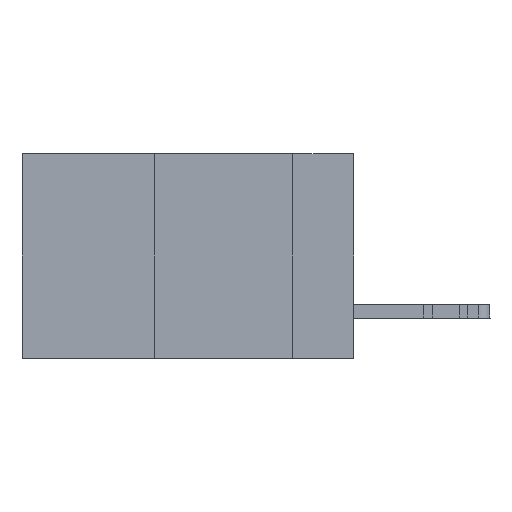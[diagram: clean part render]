
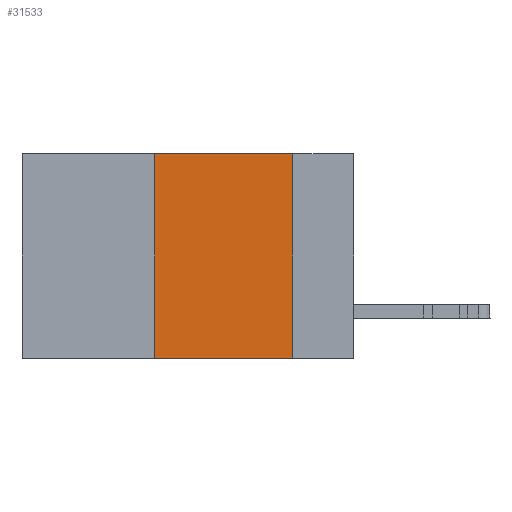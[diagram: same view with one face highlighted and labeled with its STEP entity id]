
A CAD part, left-side view. The second image highlights one B-rep face of the part: STEP entity #31533.
In plain terms, the highlighted planar face has unit normal (-1, 0, 0).
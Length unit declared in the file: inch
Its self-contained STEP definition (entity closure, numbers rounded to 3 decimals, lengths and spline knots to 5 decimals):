
#2503 = LINE ( 'NONE', #21924, #23785 ) ;
#2746 = EDGE_CURVE ( 'NONE', #14484, #5400, #2503, .T. ) ;
#3911 = VECTOR ( 'NONE', #12736, 39.37008 ) ;
#5400 = VERTEX_POINT ( 'NONE', #8858 ) ;
#8858 = CARTESIAN_POINT ( 'NONE',  ( 0., 0.36, 0. ) ) ;
#9522 = CARTESIAN_POINT ( 'NONE',  ( 0., 0.11, -0.37 ) ) ;
#11389 = CARTESIAN_POINT ( 'NONE',  ( 0., 0.11, 0. ) ) ;
#12058 = VECTOR ( 'NONE', #43417, 39.37008 ) ;
#12154 = DIRECTION ( 'NONE',  ( 0., 0., 1. ) ) ;
#12510 = ORIENTED_EDGE ( 'NONE', *, *, #2746, .F. ) ;
#12736 = DIRECTION ( 'NONE',  ( 0., 0., -1. ) ) ;
#12861 = LINE ( 'NONE', #34312, #3911 ) ;
#14359 = VECTOR ( 'NONE', #38343, 39.37008 ) ;
#14484 = VERTEX_POINT ( 'NONE', #16482 ) ;
#14878 = EDGE_CURVE ( 'NONE', #14484, #35600, #41341, .T. ) ;
#16482 = CARTESIAN_POINT ( 'NONE',  ( 0., 0.36, -0.37 ) ) ;
#18688 = CARTESIAN_POINT ( 'NONE',  ( 0., 0.6, 0. ) ) ;
#21924 = CARTESIAN_POINT ( 'NONE',  ( 0., 0.36, 0. ) ) ;
#22474 = ORIENTED_EDGE ( 'NONE', *, *, #25128, .F. ) ;
#23785 = VECTOR ( 'NONE', #12154, 39.37008 ) ;
#24564 = VERTEX_POINT ( 'NONE', #11389 ) ;
#25128 = EDGE_CURVE ( 'NONE', #5400, #24564, #46355, .T. ) ;
#26648 = EDGE_CURVE ( 'NONE', #24564, #35600, #12861, .T. ) ;
#27381 = PLANE ( 'NONE',  #42792 ) ;
#31084 = CARTESIAN_POINT ( 'NONE',  ( 0., 0.6, -0.37 ) ) ;
#31533 = ADVANCED_FACE ( 'NONE', ( #45672 ), #27381, .F. ) ;
#34312 = CARTESIAN_POINT ( 'NONE',  ( 0., 0.11, 0. ) ) ;
#35269 = CARTESIAN_POINT ( 'NONE',  ( 0., 0.6, 0. ) ) ;
#35519 = EDGE_LOOP ( 'NONE', ( #37092, #22474, #12510, #46138 ) ) ;
#35600 = VERTEX_POINT ( 'NONE', #9522 ) ;
#37092 = ORIENTED_EDGE ( 'NONE', *, *, #26648, .F. ) ;
#37491 = DIRECTION ( 'NONE',  ( 0., 0., -1. ) ) ;
#38343 = DIRECTION ( 'NONE',  ( 0., -1., 0. ) ) ;
#41341 = LINE ( 'NONE', #31084, #14359 ) ;
#42792 = AXIS2_PLACEMENT_3D ( 'NONE', #35269, #45841, #37491 ) ;
#43417 = DIRECTION ( 'NONE',  ( 0., -1., 0. ) ) ;
#45672 = FACE_OUTER_BOUND ( 'NONE', #35519, .T. ) ;
#45841 = DIRECTION ( 'NONE',  ( 1., 0., 0. ) ) ;
#46138 = ORIENTED_EDGE ( 'NONE', *, *, #14878, .T. ) ;
#46355 = LINE ( 'NONE', #18688, #12058 ) ;
